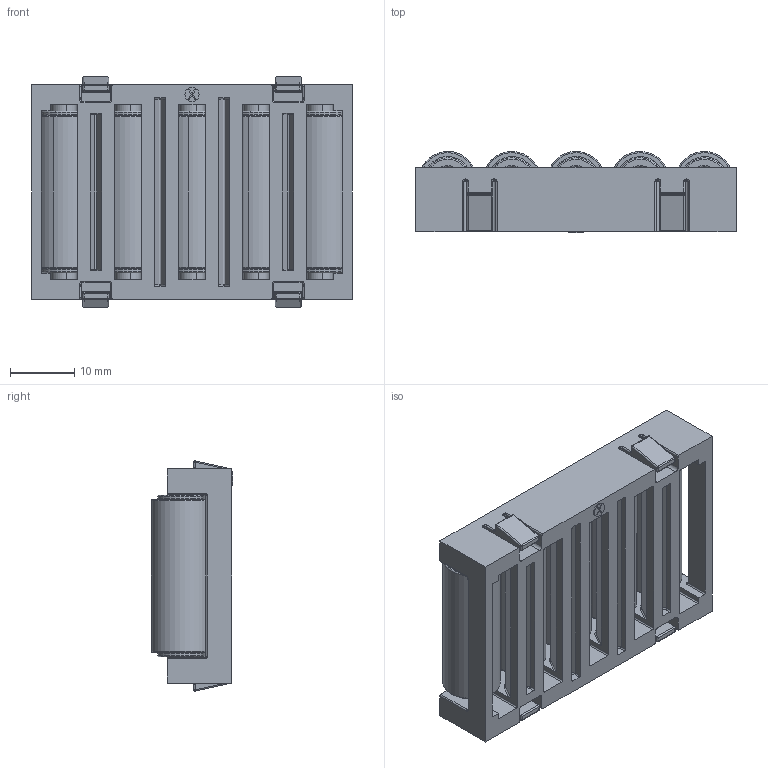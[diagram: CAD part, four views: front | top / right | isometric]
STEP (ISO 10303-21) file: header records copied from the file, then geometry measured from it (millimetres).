
FILE_DESCRIPTION (( 'STEP AP203' ), '1' );
FILE_NAME ('062AER974.50.STEP', '2015-09-14T13:36:22', ( 'Fath' ), ( 'Hewlett-Packard Company' ), 'SwSTEP 2.0', 'SolidWorks 2014', '' );
FILE_SCHEMA (( 'CONFIG_CONTROL_DESIGN' ));
Length unit declared in the file: millimetre
Products named in the file (4): 062ACR991ESD.50_062ACR974.50; 062AXM_d4 l32; 062RR991ESD_062RR974; 062AER974.50
Assembly tree (11 placements, depth 2):
  062AER974.50
    062ACR991ESD.50_062ACR974.50
    062AXM_d4 l32  x5
    062RR991ESD_062RR974  x5
Bounding box: 50 x 12.65 x 35.9 mm (x, y, z)
Volume: 13214.8 mm3; surface area: 14046.2 mm2
Topology: 11 solids, 11 shells, 727 faces, 1764 edges, 1024 vertices
Faces by surface type: cylinder 312, plane 187, torus 150, sphere 30, bspline 28, cone 20
Entity records: 18327 total; most frequent: CARTESIAN_POINT 3912, DIRECTION 3028, ORIENTED_EDGE 2860, EDGE_CURVE 1430, AXIS2_PLACEMENT_3D 1137, VERTEX_POINT 856, VECTOR 754, LINE 754
